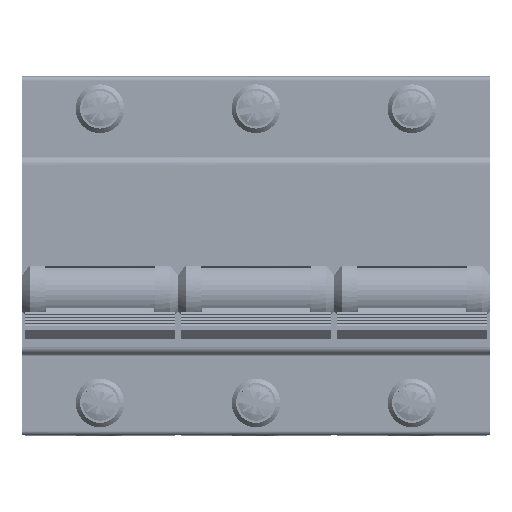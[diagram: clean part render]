
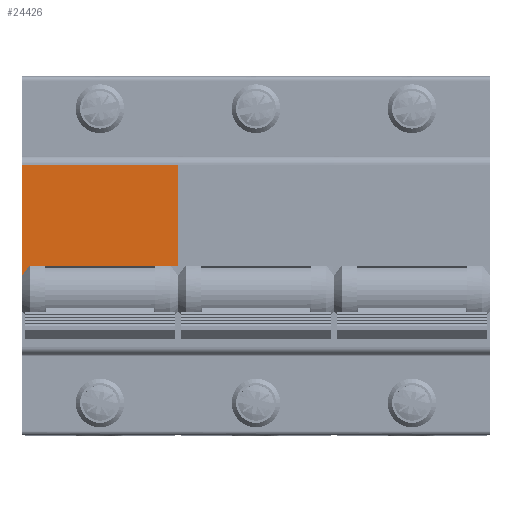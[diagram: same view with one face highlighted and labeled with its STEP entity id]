
A CAD part, top view. The second image highlights one B-rep face of the part: STEP entity #24426.
In plain terms, the highlighted planar face has unit normal (0, 0, 1).
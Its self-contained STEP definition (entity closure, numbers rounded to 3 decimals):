
#24389=AXIS2_PLACEMENT_3D('Plane Axis2P3D',#24386,#24387,#24388) ;
#20786=CARTESIAN_POINT('Vertex',(37.7,-3.382,60.1)) ;
#20789=CARTESIAN_POINT('Line Origine',(37.7,-145.092,60.1)) ;
#20793=CARTESIAN_POINT('Vertex',(37.7,21.5,60.1)) ;
#22704=CARTESIAN_POINT('Vertex',(72.7,21.5,60.1)) ;
#22708=CARTESIAN_POINT('Control Point',(72.7,-1.25,60.1)) ;
#22709=CARTESIAN_POINT('Control Point',(72.7,6.333,60.1)) ;
#22710=CARTESIAN_POINT('Control Point',(72.7,13.917,60.1)) ;
#22711=CARTESIAN_POINT('Control Point',(72.7,21.5,60.1)) ;
#22712=CARTESIAN_POINT('Vertex',(72.7,-1.25,60.1)) ;
#22732=CARTESIAN_POINT('Line Origine',(70.175,-1.25,60.1)) ;
#22736=CARTESIAN_POINT('Vertex',(67.65,-1.25,60.1)) ;
#24309=CARTESIAN_POINT('Vertex',(42.7,-1.251,60.1)) ;
#24345=CARTESIAN_POINT('Control Point',(39.3,-1.251,60.099)) ;
#24346=CARTESIAN_POINT('Control Point',(40.433,-1.251,60.099)) ;
#24347=CARTESIAN_POINT('Control Point',(41.567,-1.251,60.099)) ;
#24348=CARTESIAN_POINT('Control Point',(42.7,-1.251,60.099)) ;
#24349=CARTESIAN_POINT('Vertex',(39.3,-1.251,60.1)) ;
#24370=CARTESIAN_POINT('Control Point',(37.7,-3.382,60.1)) ;
#24371=CARTESIAN_POINT('Control Point',(37.989,-2.954,60.1)) ;
#24372=CARTESIAN_POINT('Control Point',(38.336,-2.473,60.101)) ;
#24373=CARTESIAN_POINT('Control Point',(38.753,-1.925,60.099)) ;
#24374=CARTESIAN_POINT('Control Point',(39.3,-1.251,60.099)) ;
#24386=CARTESIAN_POINT('Axis2P3D Location',(55.2,9.059,60.1)) ;
#24391=CARTESIAN_POINT('Line Origine',(72.5,21.5,60.1)) ;
#24395=CARTESIAN_POINT('Vertex',(72.3,21.5,60.1)) ;
#24398=CARTESIAN_POINT('Line Origine',(55.2,21.5,60.1)) ;
#24402=CARTESIAN_POINT('Vertex',(38.1,21.5,60.1)) ;
#24405=CARTESIAN_POINT('Line Origine',(37.9,21.5,60.1)) ;
#24410=CARTESIAN_POINT('Line Origine',(55.175,-1.251,60.1)) ;
#20790=DIRECTION('Vector Direction',(0.,1.,0.)) ;
#22733=DIRECTION('Vector Direction',(-1.,0.,0.)) ;
#24387=DIRECTION('Axis2P3D Direction',(0.,0.,1.)) ;
#24388=DIRECTION('Axis2P3D XDirection',(1.,0.,0.)) ;
#24392=DIRECTION('Vector Direction',(-1.,0.,0.)) ;
#24399=DIRECTION('Vector Direction',(-1.,0.,0.)) ;
#24406=DIRECTION('Vector Direction',(-1.,0.,0.)) ;
#24411=DIRECTION('Vector Direction',(-1.,0.,0.)) ;
#20791=VECTOR('Line Direction',#20790,1.) ;
#22734=VECTOR('Line Direction',#22733,1.) ;
#24393=VECTOR('Line Direction',#24392,1.) ;
#24400=VECTOR('Line Direction',#24399,1.) ;
#24407=VECTOR('Line Direction',#24406,1.) ;
#24412=VECTOR('Line Direction',#24411,1.) ;
#24416=ORIENTED_EDGE('',*,*,#24397,.T.) ;
#24417=ORIENTED_EDGE('',*,*,#24404,.T.) ;
#24418=ORIENTED_EDGE('',*,*,#24409,.T.) ;
#24419=ORIENTED_EDGE('',*,*,#20795,.T.) ;
#24420=ORIENTED_EDGE('',*,*,#24375,.T.) ;
#24421=ORIENTED_EDGE('',*,*,#24351,.T.) ;
#24422=ORIENTED_EDGE('',*,*,#24414,.F.) ;
#24423=ORIENTED_EDGE('',*,*,#22738,.F.) ;
#24424=ORIENTED_EDGE('',*,*,#22714,.T.) ;
#24426=ADVANCED_FACE('119\\BREP_WITH_VOIDS #389763',(#24425),#24390,.T.) ;
#22707=B_SPLINE_CURVE_WITH_KNOTS('',3,(#22708,#22709,#22710,#22711),.UNSPECIFIED.,.F.,.U.,(4,4),(0.,32.173),.UNSPECIFIED.) ;
#24344=B_SPLINE_CURVE_WITH_KNOTS('',3,(#24345,#24346,#24347,#24348),.UNSPECIFIED.,.F.,.U.,(4,4),(0.,4.808),.UNSPECIFIED.) ;
#24369=B_SPLINE_CURVE_WITH_KNOTS('',4,(#24370,#24371,#24372,#24373,#24374),.UNSPECIFIED.,.F.,.U.,(5,5),(0.,20.91),.UNSPECIFIED.) ;
#20795=EDGE_CURVE('',#20794,#20787,#20792,.F.) ;
#22714=EDGE_CURVE('',#22713,#22705,#22707,.T.) ;
#22738=EDGE_CURVE('',#22713,#22737,#22735,.T.) ;
#24351=EDGE_CURVE('',#24350,#24310,#24344,.T.) ;
#24375=EDGE_CURVE('',#20787,#24350,#24369,.T.) ;
#24397=EDGE_CURVE('',#22705,#24396,#24394,.T.) ;
#24404=EDGE_CURVE('',#24396,#24403,#24401,.T.) ;
#24409=EDGE_CURVE('',#24403,#20794,#24408,.T.) ;
#24414=EDGE_CURVE('',#22737,#24310,#24413,.T.) ;
#24415=EDGE_LOOP('',(#24416,#24417,#24418,#24419,#24420,#24421,#24422,#24423,#24424)) ;
#24425=FACE_OUTER_BOUND('',#24415,.T.) ;
#20792=LINE('Line',#20789,#20791) ;
#22735=LINE('Line',#22732,#22734) ;
#24394=LINE('Line',#24391,#24393) ;
#24401=LINE('Line',#24398,#24400) ;
#24408=LINE('Line',#24405,#24407) ;
#24413=LINE('Line',#24410,#24412) ;
#24390=PLANE('Plane',#24389) ;
#20787=VERTEX_POINT('',#20786) ;
#20794=VERTEX_POINT('',#20793) ;
#22705=VERTEX_POINT('',#22704) ;
#22713=VERTEX_POINT('',#22712) ;
#22737=VERTEX_POINT('',#22736) ;
#24310=VERTEX_POINT('',#24309) ;
#24350=VERTEX_POINT('',#24349) ;
#24396=VERTEX_POINT('',#24395) ;
#24403=VERTEX_POINT('',#24402) ;
